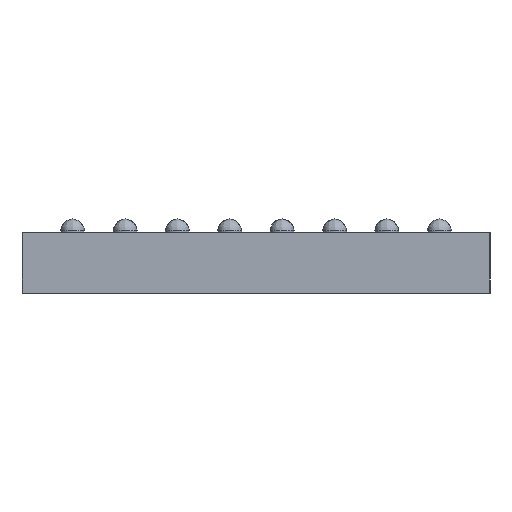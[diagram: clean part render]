
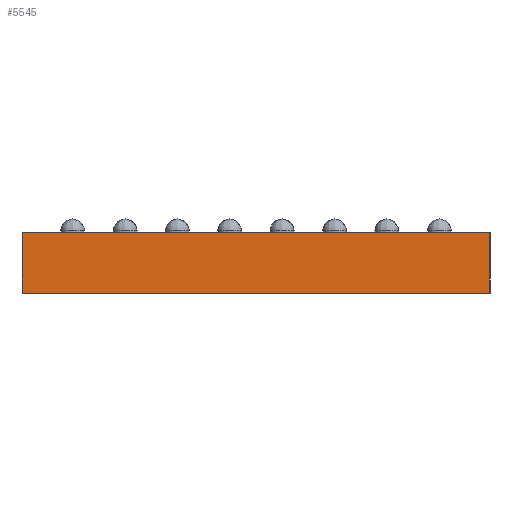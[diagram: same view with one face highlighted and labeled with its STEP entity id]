
A CAD part, left-side view. The second image highlights one B-rep face of the part: STEP entity #5545.
In plain terms, the highlighted planar face has unit normal (-1, 0, 0).
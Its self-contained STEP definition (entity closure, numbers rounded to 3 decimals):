
#80 = AXIS2_PLACEMENT_3D ( 'NONE', #1172, #4139, #4928 ) ;
#202 = EDGE_CURVE ( 'NONE', #385, #1801, #288, .T. ) ;
#269 = EDGE_LOOP ( 'NONE', ( #5186, #6003, #2400, #2985 ) ) ;
#288 = LINE ( 'NONE', #774, #3460 ) ;
#318 = CARTESIAN_POINT ( 'NONE',  ( -2.619, 0., 0. ) ) ;
#385 = VERTEX_POINT ( 'NONE', #4640 ) ;
#537 = CARTESIAN_POINT ( 'NONE',  ( -2.619, 2.23, 0.58 ) ) ;
#774 = CARTESIAN_POINT ( 'NONE',  ( -2.619, -2.235, 0.58 ) ) ;
#1091 = DIRECTION ( 'NONE',  ( 0., -1., 0. ) ) ;
#1172 = CARTESIAN_POINT ( 'NONE',  ( -2.619, 2.23, 0.58 ) ) ;
#1332 = VECTOR ( 'NONE', #1758, 1000. ) ;
#1334 = VERTEX_POINT ( 'NONE', #1835 ) ;
#1604 = PLANE ( 'NONE',  #80 ) ;
#1758 = DIRECTION ( 'NONE',  ( 0., -1., 0. ) ) ;
#1801 = VERTEX_POINT ( 'NONE', #5684 ) ;
#1835 = CARTESIAN_POINT ( 'NONE',  ( -2.619, 2.23, 0.58 ) ) ;
#2139 = VECTOR ( 'NONE', #1091, 1000. ) ;
#2183 = DIRECTION ( 'NONE',  ( 0., 0., 1. ) ) ;
#2400 = ORIENTED_EDGE ( 'NONE', *, *, #5158, .T. ) ;
#2436 = DIRECTION ( 'NONE',  ( 0., 0., -1. ) ) ;
#2985 = ORIENTED_EDGE ( 'NONE', *, *, #3909, .T. ) ;
#3025 = LINE ( 'NONE', #537, #5474 ) ;
#3298 = VERTEX_POINT ( 'NONE', #4399 ) ;
#3460 = VECTOR ( 'NONE', #2183, 1000. ) ;
#3909 = EDGE_CURVE ( 'NONE', #3298, #385, #5984, .T. ) ;
#4139 = DIRECTION ( 'NONE',  ( 1., 0., 0. ) ) ;
#4399 = CARTESIAN_POINT ( 'NONE',  ( -2.619, 2.23, 0. ) ) ;
#4463 = FACE_OUTER_BOUND ( 'NONE', #269, .T. ) ;
#4640 = CARTESIAN_POINT ( 'NONE',  ( -2.619, -2.235, 0. ) ) ;
#4928 = DIRECTION ( 'NONE',  ( 0., 0., -1. ) ) ;
#5158 = EDGE_CURVE ( 'NONE', #1334, #3298, #3025, .T. ) ;
#5165 = EDGE_CURVE ( 'NONE', #1334, #1801, #5336, .T. ) ;
#5186 = ORIENTED_EDGE ( 'NONE', *, *, #202, .T. ) ;
#5306 = CARTESIAN_POINT ( 'NONE',  ( -2.619, 0., 0.58 ) ) ;
#5336 = LINE ( 'NONE', #5306, #2139 ) ;
#5474 = VECTOR ( 'NONE', #2436, 1000. ) ;
#5545 = ADVANCED_FACE ( 'NONE', ( #4463 ), #1604, .F. ) ;
#5684 = CARTESIAN_POINT ( 'NONE',  ( -2.619, -2.235, 0.58 ) ) ;
#5984 = LINE ( 'NONE', #318, #1332 ) ;
#6003 = ORIENTED_EDGE ( 'NONE', *, *, #5165, .F. ) ;
